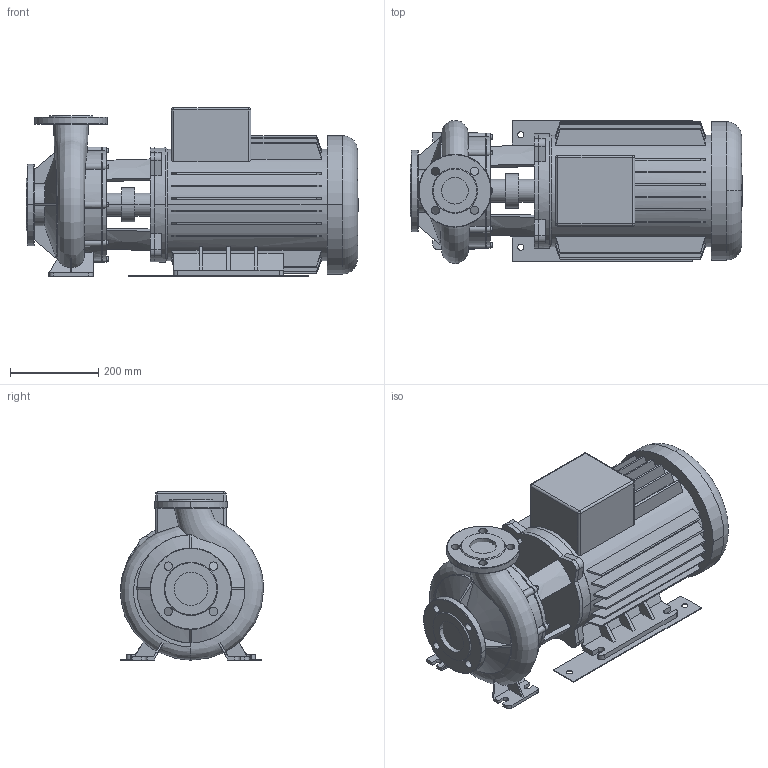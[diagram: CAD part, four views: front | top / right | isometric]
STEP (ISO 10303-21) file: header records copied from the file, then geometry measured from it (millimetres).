
FILE_DESCRIPTION((''),'2;1');
FILE_NAME('3d_BM50_220-22_2-2103507.stp','2011-01-26T14:45:11',(''),(''),'Mechanical Desktop 2008','Mechanical Desktop 2008',', , ');
FILE_SCHEMA(('CONFIG_CONTROL_DESIGN'));
Length unit declared in the file: millimetre
Products named in the file (1): Product
Bounding box: 753 x 325 x 382 mm (x, y, z)
Volume: 39461305.7 mm3; surface area: 2012720 mm2
Topology: 12 solids, 12 shells, 684 faces, 1777 edges, 1157 vertices
Faces by surface type: plane 324, bspline 196, cylinder 114, cone 44, sphere 4, torus 2
Entity records: 29102 total; most frequent: CARTESIAN_POINT 13059, ORIENTED_EDGE 3546, DIRECTION 2960, EDGE_CURVE 1773, VERTEX_POINT 1157, VECTOR 1066, LINE 1066, AXIS2_PLACEMENT_3D 947
